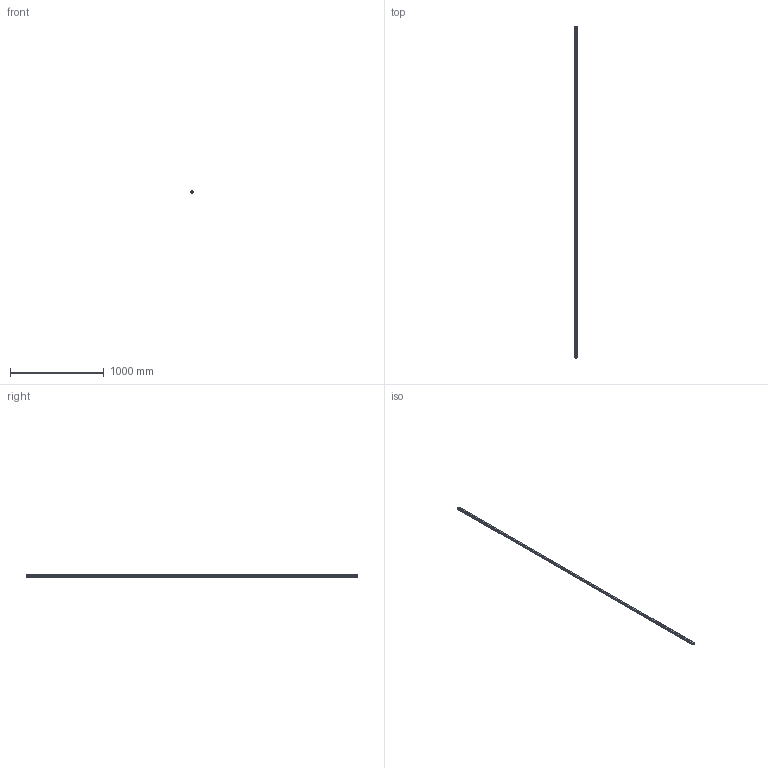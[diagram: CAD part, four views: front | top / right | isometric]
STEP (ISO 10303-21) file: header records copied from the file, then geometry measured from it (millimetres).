
FILE_DESCRIPTION(('STEP AP214'),'1');
FILE_NAME('cctmp_716D8D0A-C3F2-4898-A106-4E14DA885828_2021_01_25_14_55_08_0432..stp','2021-01-25T13:55:08',('HIWIN GmbH'),('CADClick - www.CADClick.com'),'Spatial InterOp 3D',' ','unknown authorization');
FILE_SCHEMA(('AUTOMOTIVE_DESIGN'));
Length unit declared in the file: millimetre
Products named in the file (1): HGR25T3550C_FILE
Bounding box: 23 x 3550 x 22 mm (x, y, z)
Volume: 1534908.9 mm3; surface area: 336792.9 mm2
Topology: 1 solids, 1 shells, 524 faces, 1613 edges, 977 vertices
Faces by surface type: plane 266, cylinder 140, cone 118
Entity records: 21595 total; most frequent: DIRECTION 3297, CARTESIAN_POINT 2997, ORIENTED_EDGE 2990, EDGE_CURVE 1495, AXIS2_PLACEMENT_3D 1277, VERTEX_POINT 977, LINE 743, VECTOR 743
